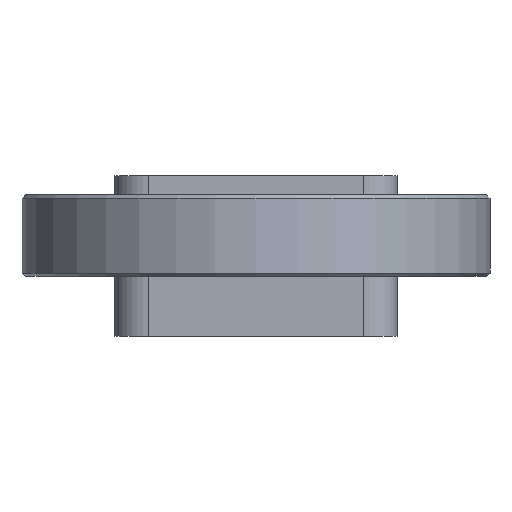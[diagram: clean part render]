
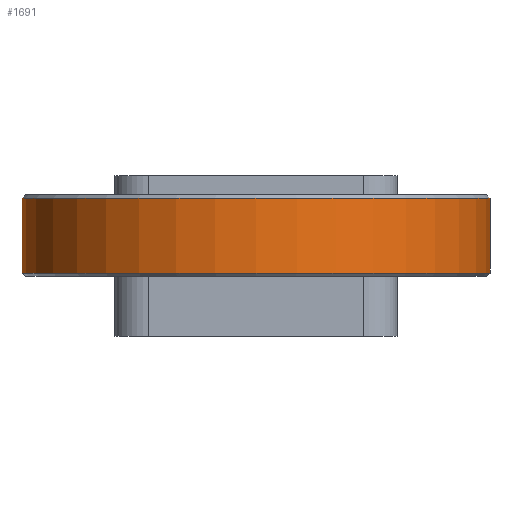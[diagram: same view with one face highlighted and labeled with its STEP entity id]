
A CAD part, front view. The second image highlights one B-rep face of the part: STEP entity #1691.
In plain terms, the highlighted cylindrical face has radius 18.479 mm (diameter 36.957 mm), a partial arc.
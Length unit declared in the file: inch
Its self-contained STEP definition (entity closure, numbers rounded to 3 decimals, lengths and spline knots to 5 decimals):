
#9 = VECTOR ( 'NONE', #3035, 39.37008 ) ;
#114 = AXIS2_PLACEMENT_3D ( 'NONE', #1317, #3136, #1575 ) ;
#118 = DIRECTION ( 'NONE',  ( 1., 0., 0. ) ) ;
#186 = VERTEX_POINT ( 'NONE', #215 ) ;
#215 = CARTESIAN_POINT ( 'NONE',  ( -0.7275, 0., 0.01 ) ) ;
#435 = EDGE_LOOP ( 'NONE', ( #2251, #1796, #1949, #527 ) ) ;
#515 = LINE ( 'NONE', #1217, #9 ) ;
#527 = ORIENTED_EDGE ( 'NONE', *, *, #2348, .T. ) ;
#568 = VERTEX_POINT ( 'NONE', #2677 ) ;
#601 = CARTESIAN_POINT ( 'NONE',  ( -0.7275, 0., 0.253 ) ) ;
#635 = LINE ( 'NONE', #601, #1953 ) ;
#671 = CIRCLE ( 'NONE', #1759, 0.7275 ) ;
#1217 = CARTESIAN_POINT ( 'NONE',  ( 0.7275, 0., 0.253 ) ) ;
#1317 = CARTESIAN_POINT ( 'NONE',  ( 0., 0., 0.01 ) ) ;
#1418 = EDGE_CURVE ( 'NONE', #1956, #568, #671, .T. ) ;
#1494 = CIRCLE ( 'NONE', #114, 0.7275 ) ;
#1575 = DIRECTION ( 'NONE',  ( 1., 0., 0. ) ) ;
#1623 = EDGE_CURVE ( 'NONE', #568, #186, #635, .T. ) ;
#1652 = DIRECTION ( 'NONE',  ( 0., 0., -1. ) ) ;
#1668 = DIRECTION ( 'NONE',  ( -1., 0., 0. ) ) ;
#1691 = ADVANCED_FACE ( 'NONE', ( #1786 ), #1695, .T. ) ;
#1695 = CYLINDRICAL_SURFACE ( 'NONE', #2227, 0.7275 ) ;
#1759 = AXIS2_PLACEMENT_3D ( 'NONE', #3215, #1652, #118 ) ;
#1786 = FACE_OUTER_BOUND ( 'NONE', #435, .T. ) ;
#1796 = ORIENTED_EDGE ( 'NONE', *, *, #1418, .T. ) ;
#1924 = CARTESIAN_POINT ( 'NONE',  ( 0., 0., 0.253 ) ) ;
#1949 = ORIENTED_EDGE ( 'NONE', *, *, #1623, .T. ) ;
#1953 = VECTOR ( 'NONE', #2935, 39.37008 ) ;
#1956 = VERTEX_POINT ( 'NONE', #2301 ) ;
#2227 = AXIS2_PLACEMENT_3D ( 'NONE', #1924, #3230, #1668 ) ;
#2233 = CARTESIAN_POINT ( 'NONE',  ( 0.7275, 0., 0.01 ) ) ;
#2251 = ORIENTED_EDGE ( 'NONE', *, *, #2742, .F. ) ;
#2301 = CARTESIAN_POINT ( 'NONE',  ( 0.7275, 0., 0.243 ) ) ;
#2348 = EDGE_CURVE ( 'NONE', #186, #2660, #1494, .T. ) ;
#2660 = VERTEX_POINT ( 'NONE', #2233 ) ;
#2677 = CARTESIAN_POINT ( 'NONE',  ( -0.7275, 0., 0.243 ) ) ;
#2742 = EDGE_CURVE ( 'NONE', #1956, #2660, #515, .T. ) ;
#2935 = DIRECTION ( 'NONE',  ( 0., 0., -1. ) ) ;
#3035 = DIRECTION ( 'NONE',  ( 0., 0., -1. ) ) ;
#3136 = DIRECTION ( 'NONE',  ( 0., 0., 1. ) ) ;
#3215 = CARTESIAN_POINT ( 'NONE',  ( 0., 0., 0.243 ) ) ;
#3230 = DIRECTION ( 'NONE',  ( 0., 0., -1. ) ) ;
